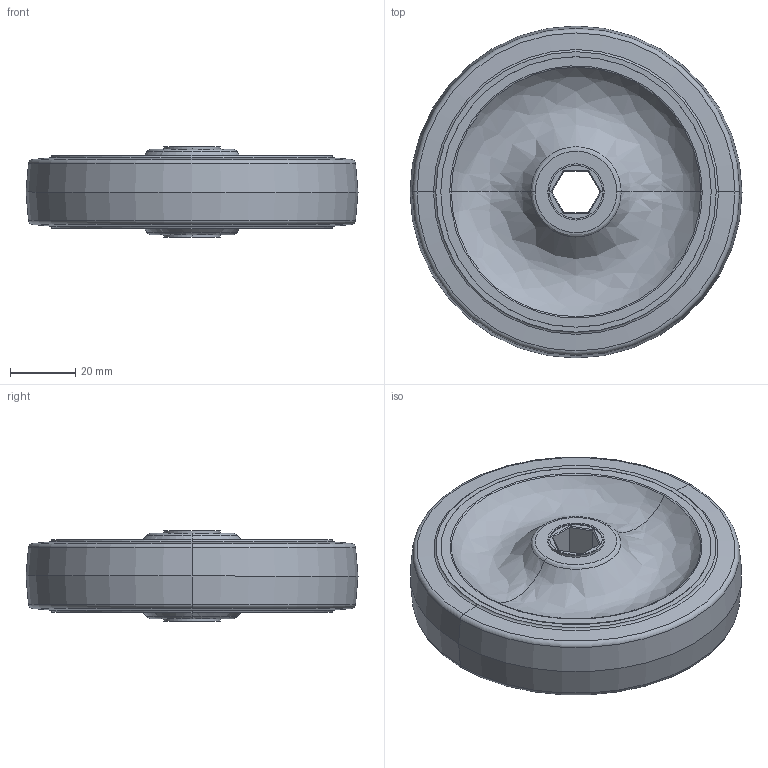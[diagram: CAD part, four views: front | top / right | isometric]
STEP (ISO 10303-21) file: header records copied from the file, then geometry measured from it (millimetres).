
FILE_DESCRIPTION (( 'STEP AP214' ), '1' );
FILE_NAME ('Colson_Performa_4_x_0_875_1_2_Hex_bore_217-4049.STEP', '2019-03-19T02:20:58', ( '' ), ( '' ), 'SwSTEP 2.0', 'SolidWorks 2018', '' );
FILE_SCHEMA (( 'AUTOMOTIVE_DESIGN' ));
Length unit declared in the file: millimetre
Products named in the file (1): Colson_Performa_4_x_0_875_1_2_Hex_bore_217-4049
Bounding box: 101.6 x 101.6 x 27.59 mm (x, y, z)
Volume: 136356.1 mm3; surface area: 29410.2 mm2
Topology: 1 solids, 1 shells, 74 faces, 152 edges, 90 vertices
Faces by surface type: plane 30, cone 24, bspline 12, torus 8
Entity records: 2205 total; most frequent: CARTESIAN_POINT 613, DIRECTION 348, ORIENTED_EDGE 304, EDGE_CURVE 152, AXIS2_PLACEMENT_3D 141, VERTEX_POINT 90, EDGE_LOOP 86, CIRCLE 78
